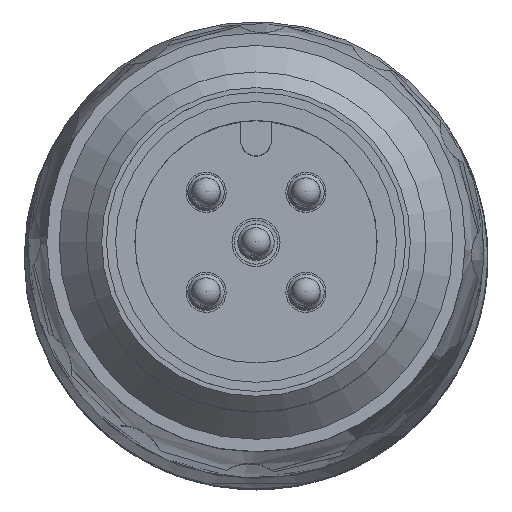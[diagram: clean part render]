
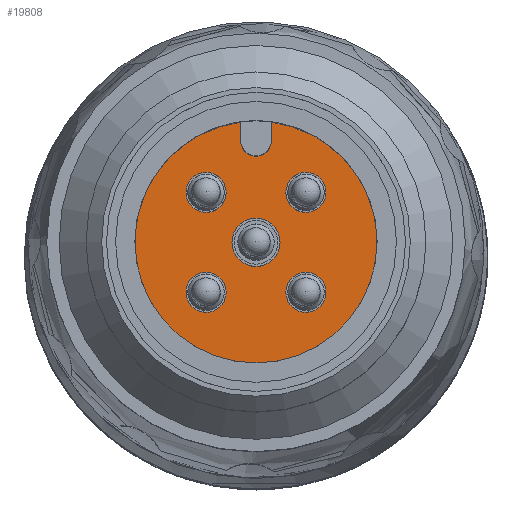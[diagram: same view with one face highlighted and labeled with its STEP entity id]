
A CAD part, top view. The second image highlights one B-rep face of the part: STEP entity #19808.
In plain terms, the highlighted planar face has unit normal (0, 0, 1).
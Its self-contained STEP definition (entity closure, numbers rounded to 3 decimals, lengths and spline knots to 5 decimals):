
#2165=LINE('',#54793,#3197);
#2170=LINE('',#54807,#3202);
#3197=VECTOR('',#26158,0.3937);
#3202=VECTOR('',#26171,0.3937);
#3866=FACE_BOUND('',#6161,.T.);
#3867=FACE_BOUND('',#6162,.T.);
#3868=FACE_BOUND('',#6163,.T.);
#3869=FACE_BOUND('',#6164,.T.);
#3870=FACE_BOUND('',#6165,.T.);
#4883=FACE_OUTER_BOUND('',#6160,.T.);
#6160=EDGE_LOOP('',(#17334,#17335,#17336,#17337));
#6161=EDGE_LOOP('',(#17338));
#6162=EDGE_LOOP('',(#17339));
#6163=EDGE_LOOP('',(#17340));
#6164=EDGE_LOOP('',(#17341));
#6165=EDGE_LOOP('',(#17342));
#7014=CIRCLE('',#21587,0.0275);
#7015=CIRCLE('',#21589,0.0275);
#7016=CIRCLE('',#21591,0.0275);
#7017=CIRCLE('',#21593,0.0275);
#7018=CIRCLE('',#21596,0.021);
#7021=CIRCLE('',#21602,0.166);
#7022=CIRCLE('',#21603,0.033);
#8941=VERTEX_POINT('',#54779);
#8942=VERTEX_POINT('',#54782);
#8943=VERTEX_POINT('',#54785);
#8944=VERTEX_POINT('',#54788);
#8945=VERTEX_POINT('',#54791);
#8946=VERTEX_POINT('',#54792);
#8949=VERTEX_POINT('',#54800);
#8951=VERTEX_POINT('',#54806);
#8953=VERTEX_POINT('',#54815);
#11742=EDGE_CURVE('',#8941,#8941,#7014,.T.);
#11743=EDGE_CURVE('',#8942,#8942,#7015,.T.);
#11744=EDGE_CURVE('',#8943,#8943,#7016,.T.);
#11745=EDGE_CURVE('',#8944,#8944,#7017,.T.);
#11746=EDGE_CURVE('',#8945,#8946,#2165,.T.);
#11750=EDGE_CURVE('',#8946,#8949,#7018,.T.);
#11753=EDGE_CURVE('',#8949,#8951,#2170,.T.);
#11757=EDGE_CURVE('',#8945,#8951,#7021,.T.);
#11758=EDGE_CURVE('',#8953,#8953,#7022,.T.);
#17334=ORIENTED_EDGE('',*,*,#11746,.T.);
#17335=ORIENTED_EDGE('',*,*,#11750,.T.);
#17336=ORIENTED_EDGE('',*,*,#11753,.T.);
#17337=ORIENTED_EDGE('',*,*,#11757,.F.);
#17338=ORIENTED_EDGE('',*,*,#11742,.T.);
#17339=ORIENTED_EDGE('',*,*,#11743,.T.);
#17340=ORIENTED_EDGE('',*,*,#11744,.T.);
#17341=ORIENTED_EDGE('',*,*,#11745,.T.);
#17342=ORIENTED_EDGE('',*,*,#11758,.T.);
#17784=PLANE('',#21601);
#19808=ADVANCED_FACE('',(#4883,#3866,#3867,#3868,#3869,#3870),#17784,.T.);
#21587=AXIS2_PLACEMENT_3D('',#54780,#26142,#26143);
#21589=AXIS2_PLACEMENT_3D('',#54783,#26146,#26147);
#21591=AXIS2_PLACEMENT_3D('',#54786,#26150,#26151);
#21593=AXIS2_PLACEMENT_3D('',#54789,#26154,#26155);
#21596=AXIS2_PLACEMENT_3D('',#54801,#26164,#26165);
#21601=AXIS2_PLACEMENT_3D('',#54813,#26178,#26179);
#21602=AXIS2_PLACEMENT_3D('',#54814,#26180,#26181);
#21603=AXIS2_PLACEMENT_3D('',#54816,#26182,#26183);
#26142=DIRECTION('center_axis',(0.,0.,
-1.));
#26143=DIRECTION('ref_axis',(-0.707,0.707,0.));
#26146=DIRECTION('center_axis',(0.,0.,
-1.));
#26147=DIRECTION('ref_axis',(-0.707,-0.707,0.));
#26150=DIRECTION('center_axis',(0.,0.,
-1.));
#26151=DIRECTION('ref_axis',(0.707,-0.707,0.));
#26154=DIRECTION('center_axis',(0.,0.,
-1.));
#26155=DIRECTION('ref_axis',(0.707,0.707,0.));
#26158=DIRECTION('',(0.,-1.,0.));
#26164=DIRECTION('center_axis',(0.,0.,
-1.));
#26165=DIRECTION('ref_axis',(-1.,0.,0.));
#26171=DIRECTION('',(0.,1.,0.));
#26178=DIRECTION('center_axis',(0.,0.,
1.));
#26179=DIRECTION('ref_axis',(1.,0.,0.));
#26180=DIRECTION('center_axis',(0.,0.,
-1.));
#26181=DIRECTION('ref_axis',(1.,0.,0.));
#26182=DIRECTION('center_axis',(0.,0.,
-1.));
#26183=DIRECTION('ref_axis',(1.,0.,0.));
#54779=CARTESIAN_POINT('',(-0.08792,0.08792,14.134));
#54780=CARTESIAN_POINT('Origin',(-0.06847,0.06847,
14.134));
#54782=CARTESIAN_POINT('',(-0.08792,-0.08792,14.134));
#54783=CARTESIAN_POINT('Origin',(-0.06847,-0.06847,
14.134));
#54785=CARTESIAN_POINT('',(0.08792,-0.08792,14.134));
#54786=CARTESIAN_POINT('Origin',(0.06847,-0.06847,
14.134));
#54788=CARTESIAN_POINT('',(0.08792,0.08792,14.134));
#54789=CARTESIAN_POINT('Origin',(0.06847,0.06847,
14.134));
#54791=CARTESIAN_POINT('',(0.021,0.16467,14.134));
#54792=CARTESIAN_POINT('',(0.021,0.139,14.134));
#54793=CARTESIAN_POINT('',(0.021,0.1525,14.134));
#54800=CARTESIAN_POINT('',(-0.021,0.139,14.134));
#54801=CARTESIAN_POINT('Origin',(0.,0.139,14.134));
#54806=CARTESIAN_POINT('',(-0.021,0.16467,14.134));
#54807=CARTESIAN_POINT('',(-0.021,0.16533,14.134));
#54813=CARTESIAN_POINT('Origin',(0.,0.166,14.134));
#54814=CARTESIAN_POINT('Origin',(0.,0.,
14.134));
#54815=CARTESIAN_POINT('',(0.,0.033,14.134));
#54816=CARTESIAN_POINT('Origin',(0.,0.,
14.134));
